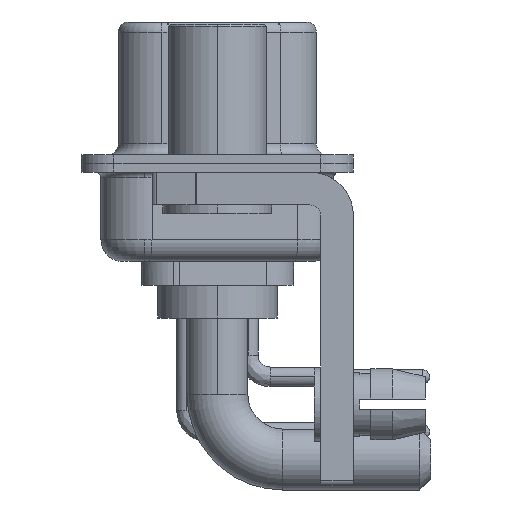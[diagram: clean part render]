
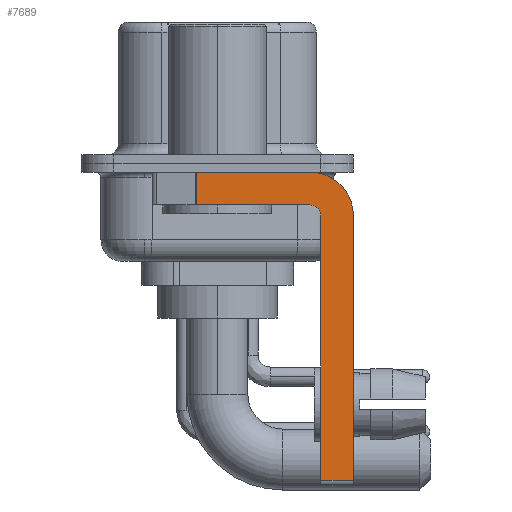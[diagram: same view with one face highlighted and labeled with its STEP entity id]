
A CAD part, left-side view. The second image highlights one B-rep face of the part: STEP entity #7689.
In plain terms, the highlighted planar face has unit normal (-1, 0, 0).
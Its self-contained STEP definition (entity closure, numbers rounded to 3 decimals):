
#414 = EDGE_CURVE ( 'NONE', #2422, #15415, #20040, .T. ) ;
#1225 = CARTESIAN_POINT ( 'NONE',  ( -2.9, -4.75, -2.4 ) ) ;
#1634 = VERTEX_POINT ( 'NONE', #4321 ) ;
#2234 = ORIENTED_EDGE ( 'NONE', *, *, #14084, .T. ) ;
#2329 = CARTESIAN_POINT ( 'NONE',  ( -2.9, -4.75, -14.8 ) ) ;
#2422 = VERTEX_POINT ( 'NONE', #29913 ) ;
#2899 = DIRECTION ( 'NONE',  ( 0., 0., 1. ) ) ;
#3002 = ORIENTED_EDGE ( 'NONE', *, *, #19591, .F. ) ;
#3036 = EDGE_CURVE ( 'NONE', #11376, #15415, #3620, .T. ) ;
#3620 = LINE ( 'NONE', #12704, #6203 ) ;
#3689 = EDGE_CURVE ( 'NONE', #21083, #23965, #26262, .T. ) ;
#3927 = CARTESIAN_POINT ( 'NONE',  ( -2.9, -4.25, -2.4 ) ) ;
#4321 = CARTESIAN_POINT ( 'NONE',  ( -2.9, -4.25, -0.4 ) ) ;
#4581 = CIRCLE ( 'NONE', #6068, 2. ) ;
#4773 = VECTOR ( 'NONE', #20370, 1000. ) ;
#6068 = AXIS2_PLACEMENT_3D ( 'NONE', #3927, #25377, #6525 ) ;
#6203 = VECTOR ( 'NONE', #27053, 1000. ) ;
#6525 = DIRECTION ( 'NONE',  ( 0., 0., -1. ) ) ;
#7004 = DIRECTION ( 'NONE',  ( 1., 0., 0. ) ) ;
#7310 = DIRECTION ( 'NONE',  ( 0., 0., -1. ) ) ;
#7689 = ADVANCED_FACE ( 'NONE', ( #25397 ), #23087, .F. ) ;
#8039 = DIRECTION ( 'NONE',  ( 0., 0., -1. ) ) ;
#8290 = ORIENTED_EDGE ( 'NONE', *, *, #414, .F. ) ;
#9663 = CIRCLE ( 'NONE', #14063, 0.5 ) ;
#10032 = CARTESIAN_POINT ( 'NONE',  ( -2.9, -6.25, -2.4 ) ) ;
#10695 = ORIENTED_EDGE ( 'NONE', *, *, #3036, .T. ) ;
#11040 = CARTESIAN_POINT ( 'NONE',  ( -2.9, 3., -0.4 ) ) ;
#11376 = VERTEX_POINT ( 'NONE', #17638 ) ;
#12704 = CARTESIAN_POINT ( 'NONE',  ( -2.9, 0.978, -1.9 ) ) ;
#12911 = CARTESIAN_POINT ( 'NONE',  ( -2.9, -4.75, -14.55 ) ) ;
#13047 = ORIENTED_EDGE ( 'NONE', *, *, #22384, .F. ) ;
#14024 = AXIS2_PLACEMENT_3D ( 'NONE', #21230, #7004, #7310 ) ;
#14043 = DIRECTION ( 'NONE',  ( 0., 0., 1. ) ) ;
#14063 = AXIS2_PLACEMENT_3D ( 'NONE', #14335, #14484, #14043 ) ;
#14084 = EDGE_CURVE ( 'NONE', #20583, #23965, #24339, .T. ) ;
#14279 = ORIENTED_EDGE ( 'NONE', *, *, #3689, .F. ) ;
#14335 = CARTESIAN_POINT ( 'NONE',  ( -2.9, -4.25, -2.4 ) ) ;
#14484 = DIRECTION ( 'NONE',  ( -1., 0., 0. ) ) ;
#15330 = EDGE_CURVE ( 'NONE', #20583, #16928, #26331, .T. ) ;
#15415 = VERTEX_POINT ( 'NONE', #30248 ) ;
#15533 = VECTOR ( 'NONE', #8039, 1000. ) ;
#16327 = CARTESIAN_POINT ( 'NONE',  ( -2.9, -6.25, -2.4 ) ) ;
#16928 = VERTEX_POINT ( 'NONE', #1225 ) ;
#17609 = ORIENTED_EDGE ( 'NONE', *, *, #15330, .F. ) ;
#17638 = CARTESIAN_POINT ( 'NONE',  ( -2.9, 0.978, -0.4 ) ) ;
#17640 = EDGE_CURVE ( 'NONE', #16928, #2422, #9663, .T. ) ;
#18077 = LINE ( 'NONE', #11040, #4773 ) ;
#18825 = VECTOR ( 'NONE', #2899, 1000. ) ;
#19591 = EDGE_CURVE ( 'NONE', #1634, #21083, #4581, .T. ) ;
#20040 = LINE ( 'NONE', #29383, #28922 ) ;
#20206 = DIRECTION ( 'NONE',  ( 0., -1., 0. ) ) ;
#20370 = DIRECTION ( 'NONE',  ( 0., -1., 0. ) ) ;
#20583 = VERTEX_POINT ( 'NONE', #12911 ) ;
#21083 = VERTEX_POINT ( 'NONE', #16327 ) ;
#21230 = CARTESIAN_POINT ( 'NONE',  ( -2.9, -4.25, -2.4 ) ) ;
#22384 = EDGE_CURVE ( 'NONE', #11376, #1634, #18077, .T. ) ;
#22625 = CARTESIAN_POINT ( 'NONE',  ( -2.9, -6.25, -14.55 ) ) ;
#23087 = PLANE ( 'NONE',  #14024 ) ;
#23802 = ORIENTED_EDGE ( 'NONE', *, *, #17640, .F. ) ;
#23965 = VERTEX_POINT ( 'NONE', #22625 ) ;
#24339 = LINE ( 'NONE', #29869, #28049 ) ;
#25377 = DIRECTION ( 'NONE',  ( 1., 0., 0. ) ) ;
#25397 = FACE_OUTER_BOUND ( 'NONE', #29331, .T. ) ;
#26262 = LINE ( 'NONE', #10032, #15533 ) ;
#26331 = LINE ( 'NONE', #2329, #18825 ) ;
#27053 = DIRECTION ( 'NONE',  ( 0., 0., -1. ) ) ;
#27517 = DIRECTION ( 'NONE',  ( 0., 1., 0. ) ) ;
#28049 = VECTOR ( 'NONE', #20206, 1000. ) ;
#28922 = VECTOR ( 'NONE', #27517, 1000. ) ;
#29331 = EDGE_LOOP ( 'NONE', ( #13047, #10695, #8290, #23802, #17609, #2234, #14279, #3002 ) ) ;
#29383 = CARTESIAN_POINT ( 'NONE',  ( -2.9, -4.25, -1.9 ) ) ;
#29869 = CARTESIAN_POINT ( 'NONE',  ( -2.9, -4.25, -14.55 ) ) ;
#29913 = CARTESIAN_POINT ( 'NONE',  ( -2.9, -4.25, -1.9 ) ) ;
#30248 = CARTESIAN_POINT ( 'NONE',  ( -2.9, 0.978, -1.9 ) ) ;
